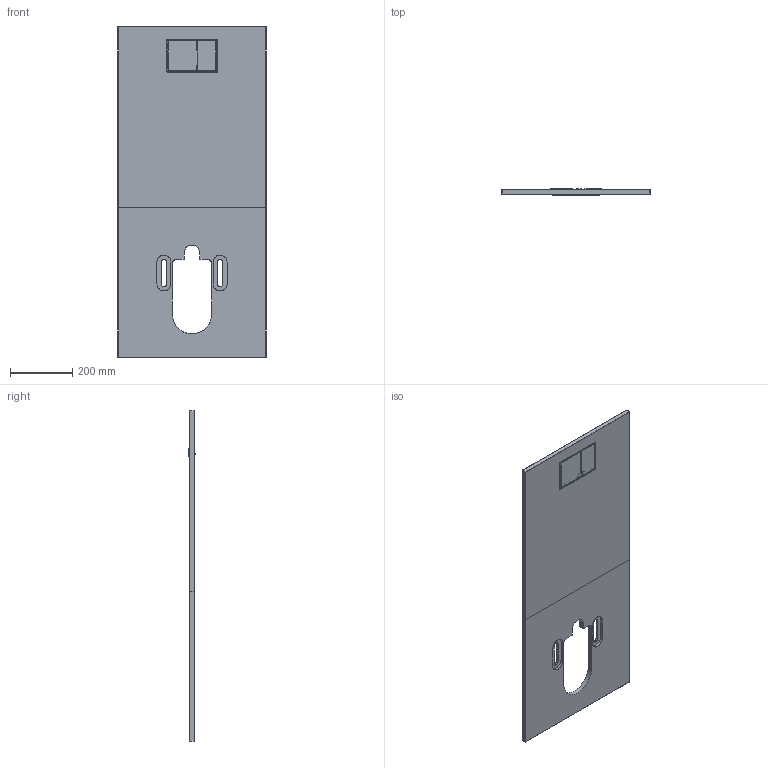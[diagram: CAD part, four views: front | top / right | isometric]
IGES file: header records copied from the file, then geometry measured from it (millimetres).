
Global section: file name: 115329; native system: Autodesk Inventor 2018; preprocessor: unknown; author: JANAN; date: 20200716.071128; units: millimetre
Bounding box: 475 x 19.52 x 1060 mm (x, y, z)
Volume: 4960334.2 mm3; surface area: 1069001.5 mm2
Topology: 5 solids, 5 shells, 371 faces, 997 edges, 632 vertices
Faces by surface type: bspline 371
